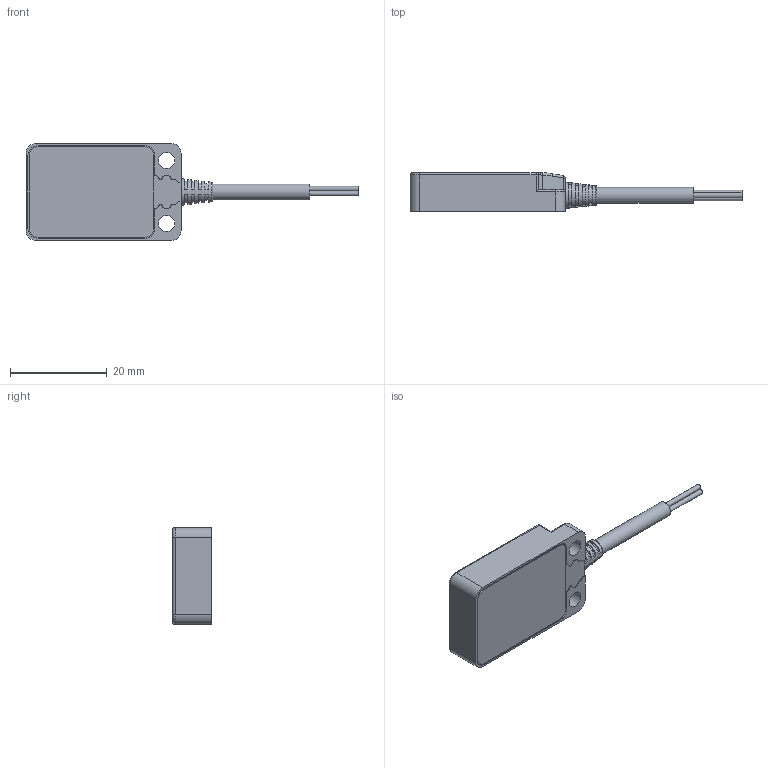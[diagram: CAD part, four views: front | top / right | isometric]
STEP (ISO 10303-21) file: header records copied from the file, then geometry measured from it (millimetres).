
FILE_DESCRIPTION(/* description */ ('STEP AP242','CAx-IF Rec.Pracs.---Representation and Presentation of Product Manufacturing Information (PMI)---4.0---2014-10-13','CAx-IF Rec.Pracs.---3D Tessellated Geometry---0.4---2014-09-14','2;1'),/* implementation_level */ '2;1');
FILE_NAME(/* name */ 'DW-AV-703-C23-693',/* time_stamp */ '2025-12-12T10:15:38+01:00',/* author */ ('License CC BY-ND 4.0'),/* organization */ ('CADENAS'),/* preprocessor_version */ 'ST-DEVELOPER v20',/* originating_system */ 'PARTsolutions',/* authorisation */ ' ');
FILE_SCHEMA (('AP242_MANAGED_MODEL_BASED_3D_ENGINEERING_MIM_LF { 1 0 10303 442 1 1 4 }'));
Length unit declared in the file: millimetre
Products named in the file (1): DW-AV-703-C23-693
Bounding box: 68.5 x 8 x 20 mm (x, y, z)
Volume: 5050 mm3; surface area: 2535.9 mm2
Topology: 1 solids, 1 shells, 145 faces, 372 edges, 234 vertices
Faces by surface type: plane 70, cylinder 49, cone 11, torus 7, sphere 4, bspline 4
Full cylindrical faces by diameter (mm): 1 x3, 3.3 x1, 3.4 x2
Entity records: 4294 total; most frequent: CARTESIAN_POINT 862, DIRECTION 738, ORIENTED_EDGE 684, EDGE_CURVE 342, AXIS2_PLACEMENT_3D 290, VERTEX_POINT 222, EDGE_LOOP 172, FACE_BOUND 172
